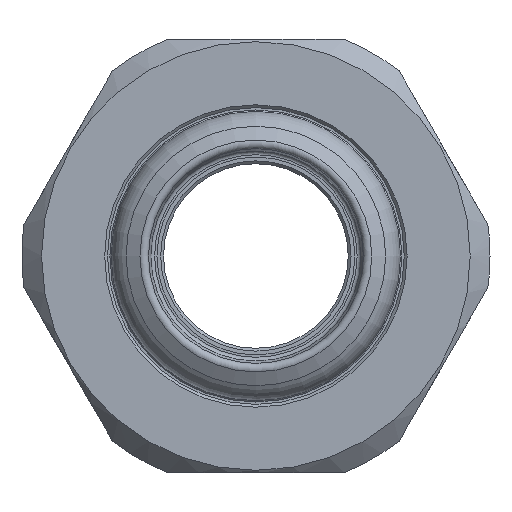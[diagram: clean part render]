
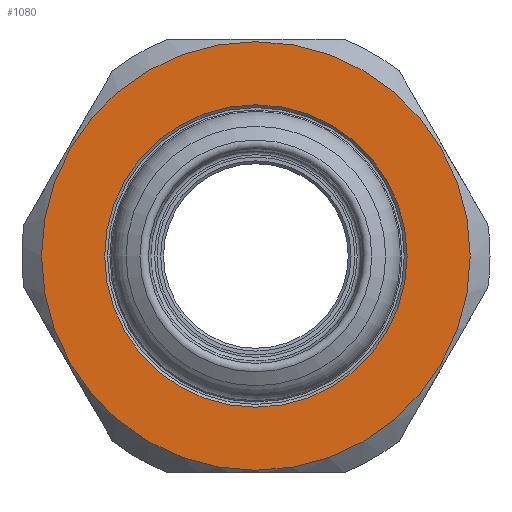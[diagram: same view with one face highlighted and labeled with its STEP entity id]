
A CAD part, left-side view. The second image highlights one B-rep face of the part: STEP entity #1080.
In plain terms, the highlighted planar face has unit normal (-1, 0, 0).
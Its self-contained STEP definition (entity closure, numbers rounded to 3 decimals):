
#43=FACE_BOUND('',#210,.T.);
#104=PLANE('',#1257);
#138=FACE_OUTER_BOUND('',#209,.T.);
#209=EDGE_LOOP('',(#820));
#210=EDGE_LOOP('',(#821));
#384=CIRCLE('',#1237,22.75);
#394=CIRCLE('',#1256,16.05);
#485=VERTEX_POINT('',#1869);
#494=VERTEX_POINT('',#1904);
#600=EDGE_CURVE('',#485,#485,#384,.T.);
#614=EDGE_CURVE('',#494,#494,#394,.T.);
#820=ORIENTED_EDGE('',*,*,#600,.T.);
#821=ORIENTED_EDGE('',*,*,#614,.F.);
#1080=ADVANCED_FACE('',(#138,#43),#104,.T.);
#1237=AXIS2_PLACEMENT_3D('',#1871,#1447,#1448);
#1256=AXIS2_PLACEMENT_3D('',#1905,#1488,#1489);
#1257=AXIS2_PLACEMENT_3D('',#1907,#1491,#1492);
#1447=DIRECTION('center_axis',(-1.,0.,0.));
#1448=DIRECTION('ref_axis',(0.,1.,0.));
#1488=DIRECTION('center_axis',(-1.,0.,0.));
#1489=DIRECTION('ref_axis',(0.,0.,-1.));
#1491=DIRECTION('center_axis',(-1.,0.,0.));
#1492=DIRECTION('ref_axis',(0.,0.,1.));
#1869=CARTESIAN_POINT('',(-19.,-22.75,0.));
#1871=CARTESIAN_POINT('Origin',(-19.,0.,0.));
#1904=CARTESIAN_POINT('',(-19.,0.,16.05));
#1905=CARTESIAN_POINT('Origin',(-19.,0.,0.));
#1907=CARTESIAN_POINT('Origin',(-19.,0.,0.));
